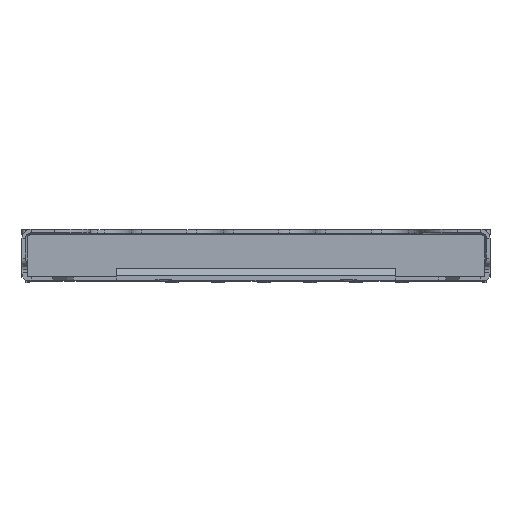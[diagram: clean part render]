
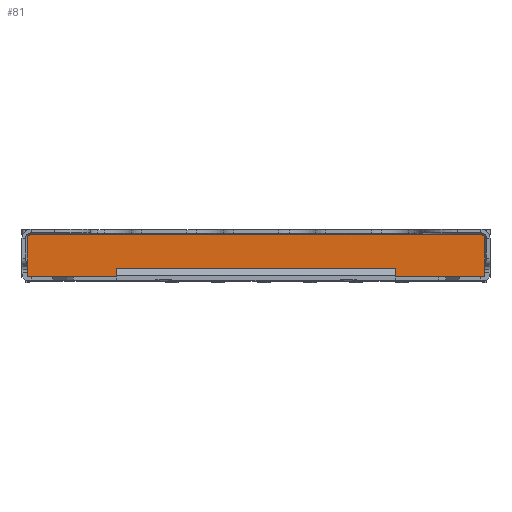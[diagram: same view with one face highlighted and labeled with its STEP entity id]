
A CAD part, top view. The second image highlights one B-rep face of the part: STEP entity #81.
In plain terms, the highlighted planar face has unit normal (0, 0, 1).
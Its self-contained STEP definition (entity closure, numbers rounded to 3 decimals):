
#81=ADVANCED_FACE('NONE',(#939),#940,.F.);
#939=FACE_OUTER_BOUND('',#2659,.T.);
#940=PLANE('',#2660);
#2659=EDGE_LOOP('',(#4768,#4769,#4770,#4771,#4772,#4773,#4774,#4775,#4776,#4777,#4778,#4779,#4780,#4781));
#2660=AXIS2_PLACEMENT_3D('',#4782,#4783,#4784);
#4768=ORIENTED_EDGE('',*,*,#11630,.F.);
#4769=ORIENTED_EDGE('',*,*,#11631,.T.);
#4770=ORIENTED_EDGE('',*,*,#11632,.F.);
#4771=ORIENTED_EDGE('',*,*,#11424,.F.);
#4772=ORIENTED_EDGE('',*,*,#11633,.T.);
#4773=ORIENTED_EDGE('',*,*,#11634,.T.);
#4774=ORIENTED_EDGE('',*,*,#11635,.T.);
#4775=ORIENTED_EDGE('',*,*,#11636,.T.);
#4776=ORIENTED_EDGE('',*,*,#11637,.T.);
#4777=ORIENTED_EDGE('',*,*,#11638,.T.);
#4778=ORIENTED_EDGE('',*,*,#11639,.T.);
#4779=ORIENTED_EDGE('',*,*,#11640,.T.);
#4780=ORIENTED_EDGE('',*,*,#11641,.F.);
#4781=ORIENTED_EDGE('',*,*,#11451,.F.);
#4782=CARTESIAN_POINT('',(6.3,-19.417,-0.187));
#4783=DIRECTION('',(0.,0.,-1.0));
#4784=DIRECTION('',(0.0,-1.0,0.));
#11424=EDGE_CURVE('NONE',#13978,#13837,#13980,.T.);
#11451=EDGE_CURVE('NONE',#14032,#14034,#14035,.T.);
#11630=EDGE_CURVE('NONE',#14381,#14032,#14382,.T.);
#11631=EDGE_CURVE('NONE',#14381,#14383,#14384,.T.);
#11632=EDGE_CURVE('NONE',#13837,#14383,#14385,.T.);
#11633=EDGE_CURVE('NONE',#13978,#14386,#14387,.T.);
#11634=EDGE_CURVE('NONE',#14386,#14388,#14389,.T.);
#11635=EDGE_CURVE('NONE',#14388,#14390,#14391,.T.);
#11636=EDGE_CURVE('NONE',#14390,#14392,#14393,.T.);
#11637=EDGE_CURVE('NONE',#14392,#14394,#14395,.T.);
#11638=EDGE_CURVE('NONE',#14394,#14396,#14397,.T.);
#11639=EDGE_CURVE('NONE',#14396,#14398,#14399,.T.);
#11640=EDGE_CURVE('NONE',#14398,#14400,#14401,.T.);
#11641=EDGE_CURVE('NONE',#14034,#14400,#14402,.T.);
#13837=VERTEX_POINT('NONE',#17651);
#13978=VERTEX_POINT('NONE',#17858);
#13980=LINE('',#17861,#17862);
#14032=VERTEX_POINT('NONE',#17939);
#14034=VERTEX_POINT('NONE',#17942);
#14035=LINE('',#17943,#17944);
#14381=VERTEX_POINT('NONE',#18446);
#14382=LINE('',#18447,#18448);
#14383=VERTEX_POINT('NONE',#18449);
#14384=LINE('',#18450,#18451);
#14385=LINE('',#18452,#18453);
#14386=VERTEX_POINT('NONE',#18454);
#14387=LINE('',#18455,#18456);
#14388=VERTEX_POINT('NONE',#18457);
#14389=LINE('',#18458,#18459);
#14390=VERTEX_POINT('NONE',#18460);
#14391=CIRCLE('',#18461,0.1);
#14392=VERTEX_POINT('NONE',#18462);
#14393=LINE('',#18463,#18464);
#14394=VERTEX_POINT('NONE',#18465);
#14395=LINE('',#18466,#18467);
#14396=VERTEX_POINT('NONE',#18468);
#14397=LINE('',#18469,#18470);
#14398=VERTEX_POINT('NONE',#18471);
#14399=CIRCLE('',#18472,0.1);
#14400=VERTEX_POINT('NONE',#18473);
#14401=LINE('',#18474,#18475);
#14402=LINE('',#18476,#18477);
#17651=CARTESIAN_POINT('',(3.85,0.11,-0.187));
#17858=CARTESIAN_POINT('',(6.3,0.11,-0.187));
#17861=CARTESIAN_POINT('',(6.3,0.11,-0.187));
#17862=VECTOR('',#23587,1000.0);
#17939=CARTESIAN_POINT('',(-3.85,0.11,-0.187));
#17942=CARTESIAN_POINT('',(-6.3,0.11,-0.187));
#17943=CARTESIAN_POINT('',(6.3,0.11,-0.187));
#17944=VECTOR('',#23614,1000.0);
#18446=CARTESIAN_POINT('',(-3.85,0.317,-0.187));
#18447=CARTESIAN_POINT('',(-3.85,-19.417,-0.187));
#18448=VECTOR('',#23837,1000.0);
#18449=CARTESIAN_POINT('',(3.85,0.317,-0.187));
#18450=CARTESIAN_POINT('',(6.3,0.317,-0.187));
#18451=VECTOR('',#23838,1000.0);
#18452=CARTESIAN_POINT('',(3.85,-19.417,-0.187));
#18453=VECTOR('',#23839,1000.0);
#18454=CARTESIAN_POINT('',(6.3,0.445,-0.187));
#18455=CARTESIAN_POINT('',(6.3,-19.417,-0.187));
#18456=VECTOR('',#23840,1000.0);
#18457=CARTESIAN_POINT('',(6.3,1.16,-0.187));
#18458=CARTESIAN_POINT('',(6.3,1.16,-0.187));
#18459=VECTOR('',#23841,1000.0);
#18460=CARTESIAN_POINT('',(6.2,1.26,-0.187));
#18461=AXIS2_PLACEMENT_3D('',#23842,#23843,#23844);
#18462=CARTESIAN_POINT('',(5.565,1.26,-0.187));
#18463=CARTESIAN_POINT('',(-6.09,1.26,-0.187));
#18464=VECTOR('',#23845,1000.0);
#18465=CARTESIAN_POINT('',(-5.565,1.26,-0.187));
#18466=CARTESIAN_POINT('',(6.3,1.26,-0.187));
#18467=VECTOR('',#23846,1000.0);
#18468=CARTESIAN_POINT('',(-6.2,1.26,-0.187));
#18469=CARTESIAN_POINT('',(-6.09,1.26,-0.187));
#18470=VECTOR('',#23847,1000.0);
#18471=CARTESIAN_POINT('',(-6.3,1.16,-0.187));
#18472=AXIS2_PLACEMENT_3D('',#23848,#23849,#23850);
#18473=CARTESIAN_POINT('',(-6.3,0.445,-0.187));
#18474=CARTESIAN_POINT('',(-6.3,1.16,-0.187));
#18475=VECTOR('',#23851,1000.0);
#18476=CARTESIAN_POINT('',(-6.3,-19.417,-0.187));
#18477=VECTOR('',#23852,1000.0);
#23587=DIRECTION('',(-1.0,0.,0.));
#23614=DIRECTION('',(-1.0,0.,0.));
#23837=DIRECTION('',(0.0,-1.0,0.));
#23838=DIRECTION('',(1.0,0.,0.));
#23839=DIRECTION('',(0.0,1.0,0.));
#23840=DIRECTION('',(0.,1.0,-0.0));
#23841=DIRECTION('',(0.0,1.0,0.0));
#23842=CARTESIAN_POINT('',(6.2,1.16,-0.187));
#23843=DIRECTION('',(0.0,-0.0,1.0));
#23844=DIRECTION('',(1.0,0.0,0.0));
#23845=DIRECTION('',(-1.0,0.,0.0));
#23846=DIRECTION('',(-1.0,0.,0.));
#23847=DIRECTION('',(-1.0,0.,0.0));
#23848=CARTESIAN_POINT('',(-6.2,1.16,-0.187));
#23849=DIRECTION('',(0.0,-0.0,1.0));
#23850=DIRECTION('',(1.0,0.0,0.0));
#23851=DIRECTION('',(0.0,-1.0,0.0));
#23852=DIRECTION('',(0.,1.0,-0.0));
